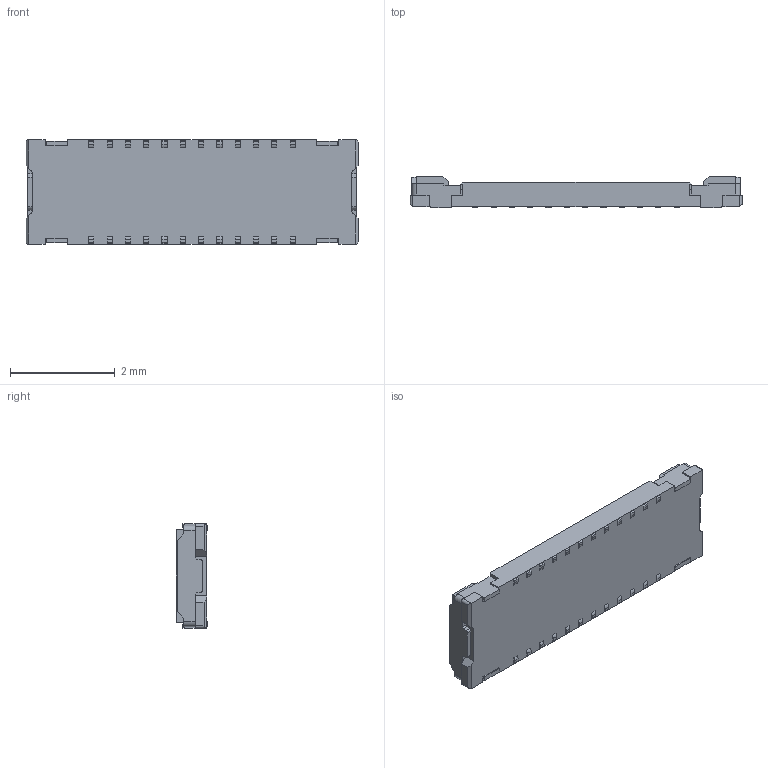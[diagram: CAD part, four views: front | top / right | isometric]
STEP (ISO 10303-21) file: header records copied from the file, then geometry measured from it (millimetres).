
FILE_DESCRIPTION (( 'STEP AP214' ), '1' );
FILE_NAME ('504618-2412.STEP', '2019-02-27T11:17:19', ( '' ), ( '' ), 'SwSTEP 2.0', 'SolidWorks 2017', '' );
FILE_SCHEMA (( 'AUTOMOTIVE_DESIGN' ));
Length unit declared in the file: millimetre
Products named in the file (1): 504618-2412
Bounding box: 6.35 x 0.6 x 2 mm (x, y, z)
Volume: 4.4 mm3; surface area: 53.8 mm2
Topology: 75 solids, 75 shells, 645 faces, 1454 edges, 960 vertices
Faces by surface type: plane 533, cylinder 112
Entity records: 22422 total; most frequent: CARTESIAN_POINT 3072, DIRECTION 2962, ORIENTED_EDGE 2908, EDGE_CURVE 1454, VECTOR 1230, LINE 1230, VERTEX_POINT 960, AXIS2_PLACEMENT_3D 866
